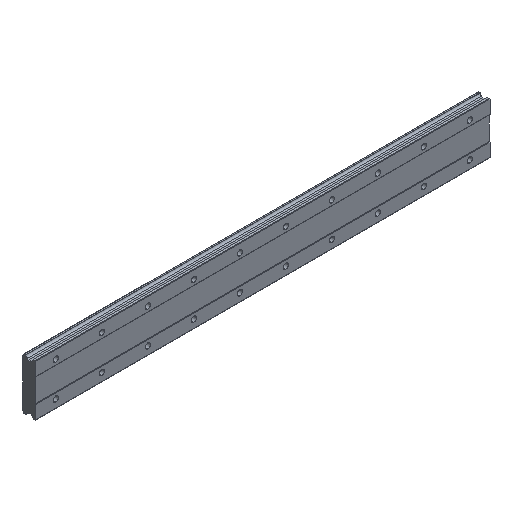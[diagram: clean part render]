
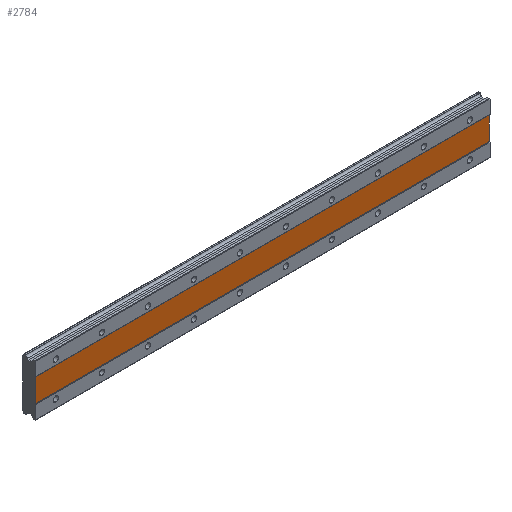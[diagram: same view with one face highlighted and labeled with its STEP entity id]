
A CAD part, isometric view. The second image highlights one B-rep face of the part: STEP entity #2784.
In plain terms, the highlighted planar face has unit normal (0, -1, 0).
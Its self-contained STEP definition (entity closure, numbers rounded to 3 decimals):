
#55 = LINE ( 'NONE', #2061, #955 ) ;
#157 = CARTESIAN_POINT ( 'NONE',  ( -35., 1., -20. ) ) ;
#364 = LINE ( 'NONE', #2007, #2858 ) ;
#365 = ORIENTED_EDGE ( 'NONE', *, *, #3692, .F. ) ;
#441 = ORIENTED_EDGE ( 'NONE', *, *, #2100, .F. ) ;
#936 = ORIENTED_EDGE ( 'NONE', *, *, #2037, .T. ) ;
#955 = VECTOR ( 'NONE', #3982, 1000. ) ;
#1088 = VECTOR ( 'NONE', #2641, 1000. ) ;
#1163 = AXIS2_PLACEMENT_3D ( 'NONE', #2064, #4029, #3470 ) ;
#1337 = LINE ( 'NONE', #3905, #1088 ) ;
#1368 = LINE ( 'NONE', #1666, #2944 ) ;
#1455 = CARTESIAN_POINT ( 'NONE',  ( 755., 1., -20. ) ) ;
#1470 = ORIENTED_EDGE ( 'NONE', *, *, #2437, .F. ) ;
#1666 = CARTESIAN_POINT ( 'NONE',  ( 755., 1., 44.91 ) ) ;
#2007 = CARTESIAN_POINT ( 'NONE',  ( -35., 1., 44.91 ) ) ;
#2037 = EDGE_CURVE ( 'NONE', #3091, #3815, #364, .T. ) ;
#2061 = CARTESIAN_POINT ( 'NONE',  ( 755., 1., -20. ) ) ;
#2064 = CARTESIAN_POINT ( 'NONE',  ( 755., 1., 20. ) ) ;
#2066 = DIRECTION ( 'NONE',  ( 0., 0., -1. ) ) ;
#2100 = EDGE_CURVE ( 'NONE', #3398, #3815, #55, .T. ) ;
#2276 = DIRECTION ( 'NONE',  ( 0., 0., -1. ) ) ;
#2437 = EDGE_CURVE ( 'NONE', #3091, #3368, #1337, .T. ) ;
#2641 = DIRECTION ( 'NONE',  ( 1., 0., 0. ) ) ;
#2718 = PLANE ( 'NONE',  #1163 ) ;
#2784 = ADVANCED_FACE ( 'NONE', ( #3111 ), #2718, .F. ) ;
#2858 = VECTOR ( 'NONE', #2066, 1000. ) ;
#2944 = VECTOR ( 'NONE', #2276, 1000. ) ;
#3080 = CARTESIAN_POINT ( 'NONE',  ( 755., 1., 20. ) ) ;
#3091 = VERTEX_POINT ( 'NONE', #3359 ) ;
#3111 = FACE_OUTER_BOUND ( 'NONE', #3431, .T. ) ;
#3359 = CARTESIAN_POINT ( 'NONE',  ( -35., 1., 20. ) ) ;
#3368 = VERTEX_POINT ( 'NONE', #3080 ) ;
#3398 = VERTEX_POINT ( 'NONE', #1455 ) ;
#3431 = EDGE_LOOP ( 'NONE', ( #441, #365, #1470, #936 ) ) ;
#3470 = DIRECTION ( 'NONE',  ( 0., 0., 1. ) ) ;
#3692 = EDGE_CURVE ( 'NONE', #3368, #3398, #1368, .T. ) ;
#3815 = VERTEX_POINT ( 'NONE', #157 ) ;
#3905 = CARTESIAN_POINT ( 'NONE',  ( 755., 1., 20. ) ) ;
#3982 = DIRECTION ( 'NONE',  ( -1., 0., 0. ) ) ;
#4029 = DIRECTION ( 'NONE',  ( 0., 1., 0. ) ) ;
